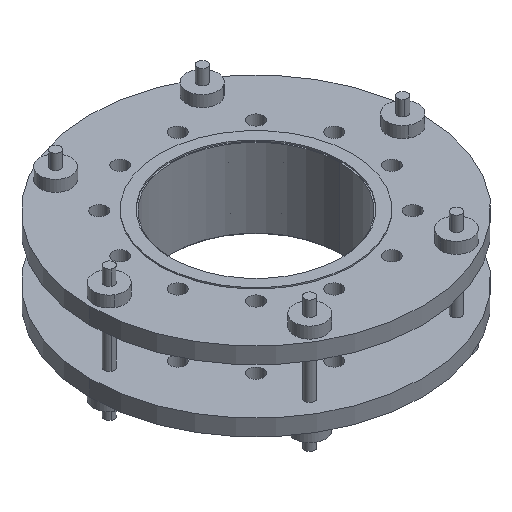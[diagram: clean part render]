
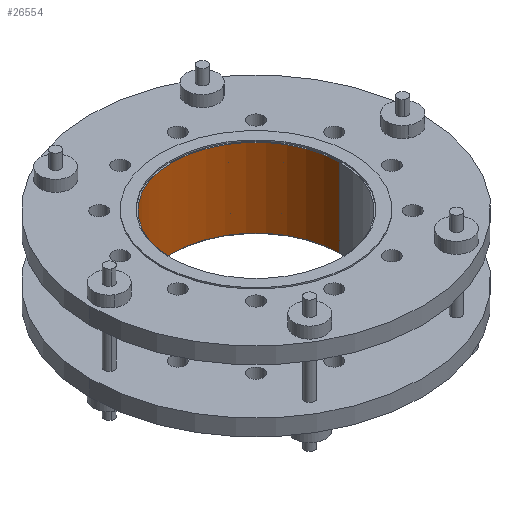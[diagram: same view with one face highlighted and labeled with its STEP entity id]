
A CAD part, isometric view. The second image highlights one B-rep face of the part: STEP entity #26554.
In plain terms, the highlighted cylindrical face has radius 134 mm (diameter 268 mm), a partial arc.
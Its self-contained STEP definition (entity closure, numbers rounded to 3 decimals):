
#1022 = CARTESIAN_POINT ( 'NONE',  ( 134., 0., 0. ) ) ;
#1248 = ORIENTED_EDGE ( 'NONE', *, *, #7483, .F. ) ;
#1434 = DIRECTION ( 'NONE',  ( 1., 0., 0. ) ) ;
#1755 = CARTESIAN_POINT ( 'NONE',  ( 0., 0., 10.973 ) ) ;
#1776 = VECTOR ( 'NONE', #28589, 1000. ) ;
#1903 = ORIENTED_EDGE ( 'NONE', *, *, #30277, .T. ) ;
#4719 = DIRECTION ( 'NONE',  ( 0., 0., 1. ) ) ;
#4780 = AXIS2_PLACEMENT_3D ( 'NONE', #17059, #4719, #5037 ) ;
#5037 = DIRECTION ( 'NONE',  ( 1., 0., 0. ) ) ;
#5892 = CARTESIAN_POINT ( 'NONE',  ( 134., 0., -126. ) ) ;
#6821 = EDGE_CURVE ( 'NONE', #25137, #22883, #18389, .T. ) ;
#7483 = EDGE_CURVE ( 'NONE', #22883, #12543, #12237, .T. ) ;
#7903 = CIRCLE ( 'NONE', #4780, 134. ) ;
#8787 = CARTESIAN_POINT ( 'NONE',  ( 134., 0., 10.973 ) ) ;
#10074 = CARTESIAN_POINT ( 'NONE',  ( 0., 0., -126. ) ) ;
#11973 = VERTEX_POINT ( 'NONE', #1022 ) ;
#12022 = DIRECTION ( 'NONE',  ( 0., 0., 1. ) ) ;
#12237 = LINE ( 'NONE', #29444, #16316 ) ;
#12543 = VERTEX_POINT ( 'NONE', #27609 ) ;
#14943 = EDGE_CURVE ( 'NONE', #11973, #12543, #7903, .T. ) ;
#15801 = AXIS2_PLACEMENT_3D ( 'NONE', #10074, #12022, #21927 ) ;
#16046 = CYLINDRICAL_SURFACE ( 'NONE', #25529, 134. ) ;
#16186 = ORIENTED_EDGE ( 'NONE', *, *, #14943, .T. ) ;
#16316 = VECTOR ( 'NONE', #17430, 1000. ) ;
#17059 = CARTESIAN_POINT ( 'NONE',  ( 0., 0., 0. ) ) ;
#17430 = DIRECTION ( 'NONE',  ( 0., 0., 1. ) ) ;
#18389 = CIRCLE ( 'NONE', #15801, 134. ) ;
#18637 = DIRECTION ( 'NONE',  ( 0., 0., 1. ) ) ;
#18689 = CARTESIAN_POINT ( 'NONE',  ( -134., 0., -126. ) ) ;
#21927 = DIRECTION ( 'NONE',  ( 1., 0., 0. ) ) ;
#22883 = VERTEX_POINT ( 'NONE', #18689 ) ;
#25137 = VERTEX_POINT ( 'NONE', #5892 ) ;
#25529 = AXIS2_PLACEMENT_3D ( 'NONE', #1755, #18637, #1434 ) ;
#26425 = FACE_OUTER_BOUND ( 'NONE', #30142, .T. ) ;
#26554 = ADVANCED_FACE ( 'NONE', ( #26425 ), #16046, .F. ) ;
#27609 = CARTESIAN_POINT ( 'NONE',  ( -134., 0., 0. ) ) ;
#28589 = DIRECTION ( 'NONE',  ( 0., 0., 1. ) ) ;
#29444 = CARTESIAN_POINT ( 'NONE',  ( -134., 0., 10.973 ) ) ;
#30142 = EDGE_LOOP ( 'NONE', ( #1248, #30216, #1903, #16186 ) ) ;
#30216 = ORIENTED_EDGE ( 'NONE', *, *, #6821, .F. ) ;
#30277 = EDGE_CURVE ( 'NONE', #25137, #11973, #31029, .T. ) ;
#31029 = LINE ( 'NONE', #8787, #1776 ) ;
